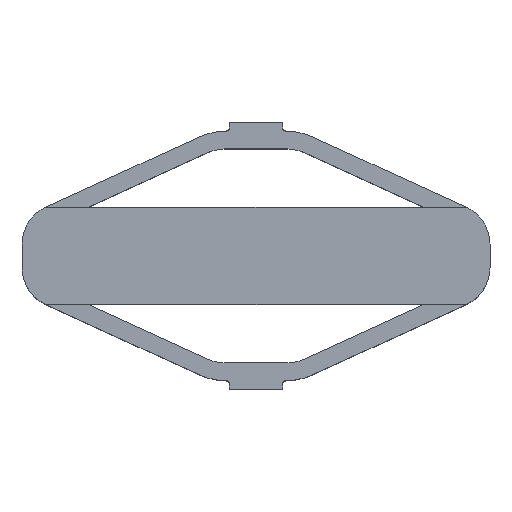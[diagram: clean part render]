
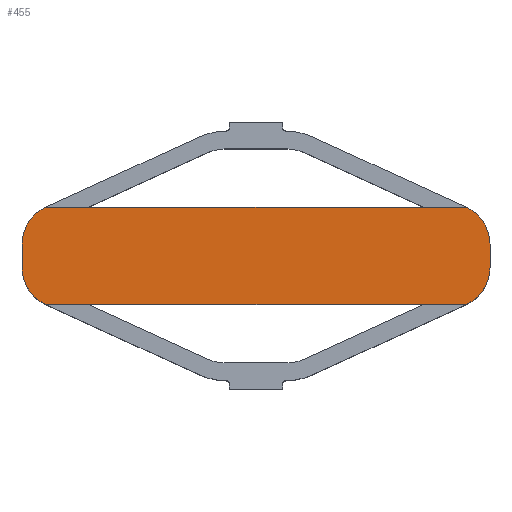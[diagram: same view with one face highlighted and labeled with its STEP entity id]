
A CAD part, top view. The second image highlights one B-rep face of the part: STEP entity #455.
In plain terms, the highlighted planar face has unit normal (0, 0, 1).
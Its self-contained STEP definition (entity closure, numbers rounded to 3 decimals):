
#37 = VERTEX_POINT ( 'NONE', #171 ) ;
#101 = VERTEX_POINT ( 'NONE', #960 ) ;
#107 = VERTEX_POINT ( 'NONE', #824 ) ;
#112 = CARTESIAN_POINT ( 'NONE',  ( 39.484, 2., 12.5 ) ) ;
#120 = CARTESIAN_POINT ( 'NONE',  ( 39.484, -2., 12.5 ) ) ;
#127 = DIRECTION ( 'NONE',  ( -1., 0., 0. ) ) ;
#145 = LINE ( 'NONE', #512, #398 ) ;
#171 = CARTESIAN_POINT ( 'NONE',  ( 35.5, -8.205, 12.5 ) ) ;
#177 = DIRECTION ( 'NONE',  ( 0., 0., 1. ) ) ;
#219 = FACE_OUTER_BOUND ( 'NONE', #1568, .T. ) ;
#286 = DIRECTION ( 'NONE',  ( 1., 0., 0. ) ) ;
#329 = CARTESIAN_POINT ( 'NONE',  ( 32.66, -2., 12.5 ) ) ;
#389 = CARTESIAN_POINT ( 'NONE',  ( -39.484, -2., 12.5 ) ) ;
#392 = ORIENTED_EDGE ( 'NONE', *, *, #581, .T. ) ;
#393 = AXIS2_PLACEMENT_3D ( 'NONE', #329, #1342, #596 ) ;
#398 = VECTOR ( 'NONE', #408, 1000. ) ;
#408 = DIRECTION ( 'NONE',  ( 1., 0., 0. ) ) ;
#431 = CARTESIAN_POINT ( 'NONE',  ( -32.66, 2., 12.5 ) ) ;
#455 = ADVANCED_FACE ( 'NONE', ( #219 ), #1592, .T. ) ;
#499 = VECTOR ( 'NONE', #646, 1000. ) ;
#507 = CARTESIAN_POINT ( 'NONE',  ( -35.5, 8.205, 12.5 ) ) ;
#512 = CARTESIAN_POINT ( 'NONE',  ( -35.5, -8.205, 12.5 ) ) ;
#523 = AXIS2_PLACEMENT_3D ( 'NONE', #1259, #772, #286 ) ;
#525 = DIRECTION ( 'NONE',  ( 0., 1., 0. ) ) ;
#577 = EDGE_CURVE ( 'NONE', #739, #727, #1098, .T. ) ;
#581 = EDGE_CURVE ( 'NONE', #37, #101, #1463, .T. ) ;
#596 = DIRECTION ( 'NONE',  ( 1., 0., 0. ) ) ;
#617 = CARTESIAN_POINT ( 'NONE',  ( -35.5, 8.205, 12.5 ) ) ;
#638 = ORIENTED_EDGE ( 'NONE', *, *, #1449, .T. ) ;
#646 = DIRECTION ( 'NONE',  ( 0., -1., 0. ) ) ;
#727 = VERTEX_POINT ( 'NONE', #507 ) ;
#739 = VERTEX_POINT ( 'NONE', #900 ) ;
#750 = LINE ( 'NONE', #120, #1229 ) ;
#765 = LINE ( 'NONE', #389, #499 ) ;
#772 = DIRECTION ( 'NONE',  ( 0., 0., 1. ) ) ;
#805 = DIRECTION ( 'NONE',  ( 0., 0., 1. ) ) ;
#824 = CARTESIAN_POINT ( 'NONE',  ( -39.484, 2., 12.5 ) ) ;
#876 = CARTESIAN_POINT ( 'NONE',  ( -35.5, -8.205, 12.5 ) ) ;
#900 = CARTESIAN_POINT ( 'NONE',  ( 35.5, 8.205, 12.5 ) ) ;
#913 = ORIENTED_EDGE ( 'NONE', *, *, #577, .T. ) ;
#924 = ORIENTED_EDGE ( 'NONE', *, *, #1120, .T. ) ;
#931 = AXIS2_PLACEMENT_3D ( 'NONE', #1295, #177, #1165 ) ;
#960 = CARTESIAN_POINT ( 'NONE',  ( 39.484, -2., 12.5 ) ) ;
#1000 = EDGE_CURVE ( 'NONE', #1017, #37, #145, .T. ) ;
#1017 = VERTEX_POINT ( 'NONE', #876 ) ;
#1025 = ORIENTED_EDGE ( 'NONE', *, *, #1000, .T. ) ;
#1055 = CARTESIAN_POINT ( 'NONE',  ( -32.66, -2., 12.5 ) ) ;
#1059 = CIRCLE ( 'NONE', #1614, 6.824 ) ;
#1083 = EDGE_CURVE ( 'NONE', #1297, #739, #1141, .T. ) ;
#1098 = LINE ( 'NONE', #617, #1406 ) ;
#1111 = DIRECTION ( 'NONE',  ( 0., 0., 1. ) ) ;
#1120 = EDGE_CURVE ( 'NONE', #727, #107, #1059, .T. ) ;
#1141 = CIRCLE ( 'NONE', #523, 6.824 ) ;
#1143 = AXIS2_PLACEMENT_3D ( 'NONE', #1055, #1111, #1203 ) ;
#1165 = DIRECTION ( 'NONE',  ( 1., 0., 0. ) ) ;
#1166 = CARTESIAN_POINT ( 'NONE',  ( -39.484, -2., 12.5 ) ) ;
#1171 = DIRECTION ( 'NONE',  ( 1., 0., 0. ) ) ;
#1203 = DIRECTION ( 'NONE',  ( 1., 0., 0. ) ) ;
#1229 = VECTOR ( 'NONE', #525, 1000. ) ;
#1243 = EDGE_CURVE ( 'NONE', #1579, #1017, #1410, .T. ) ;
#1259 = CARTESIAN_POINT ( 'NONE',  ( 32.66, 2., 12.5 ) ) ;
#1295 = CARTESIAN_POINT ( 'NONE',  ( 32.66, -2., 12.5 ) ) ;
#1297 = VERTEX_POINT ( 'NONE', #112 ) ;
#1342 = DIRECTION ( 'NONE',  ( 0., 0., 1. ) ) ;
#1406 = VECTOR ( 'NONE', #127, 1000. ) ;
#1410 = CIRCLE ( 'NONE', #1143, 6.824 ) ;
#1449 = EDGE_CURVE ( 'NONE', #101, #1297, #750, .T. ) ;
#1463 = CIRCLE ( 'NONE', #931, 6.824 ) ;
#1468 = ORIENTED_EDGE ( 'NONE', *, *, #1243, .T. ) ;
#1482 = ORIENTED_EDGE ( 'NONE', *, *, #1498, .T. ) ;
#1498 = EDGE_CURVE ( 'NONE', #107, #1579, #765, .T. ) ;
#1568 = EDGE_LOOP ( 'NONE', ( #392, #638, #1610, #913, #924, #1482, #1468, #1025 ) ) ;
#1579 = VERTEX_POINT ( 'NONE', #1166 ) ;
#1592 = PLANE ( 'NONE',  #393 ) ;
#1610 = ORIENTED_EDGE ( 'NONE', *, *, #1083, .T. ) ;
#1614 = AXIS2_PLACEMENT_3D ( 'NONE', #431, #805, #1171 ) ;
